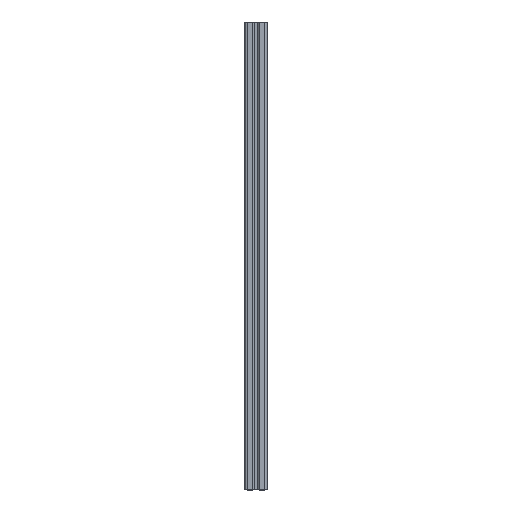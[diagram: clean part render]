
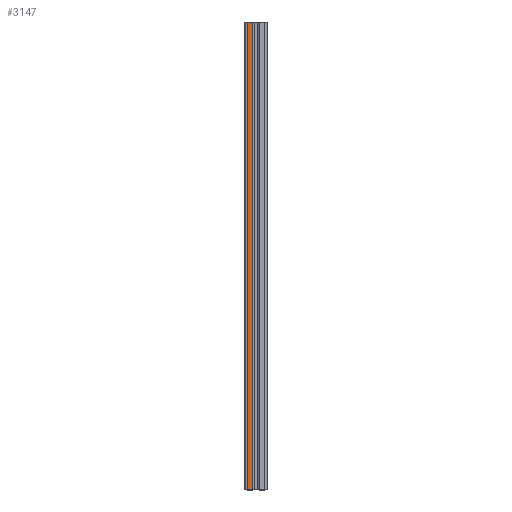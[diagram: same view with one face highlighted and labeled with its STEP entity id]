
A CAD part, top view. The second image highlights one B-rep face of the part: STEP entity #3147.
In plain terms, the highlighted planar face has unit normal (0, 0, 1).
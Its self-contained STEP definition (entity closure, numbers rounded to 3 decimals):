
#146=FACE_OUTER_BOUND('',#311,.T.);
#311=EDGE_LOOP('',(#2428,#2429,#2430,#2431));
#466=LINE('',#4700,#771);
#511=LINE('',#4883,#816);
#620=LINE('',#5219,#925);
#621=LINE('',#5221,#926);
#771=VECTOR('',#3730,1.);
#816=VECTOR('',#3869,10.);
#925=VECTOR('',#4188,10.);
#926=VECTOR('',#4191,1.);
#1276=VERTEX_POINT('',#4697);
#1277=VERTEX_POINT('',#4699);
#1367=VERTEX_POINT('',#4880);
#1368=VERTEX_POINT('',#4882);
#1582=EDGE_CURVE('',#1277,#1276,#466,.T.);
#1673=EDGE_CURVE('',#1368,#1367,#511,.T.);
#1844=EDGE_CURVE('',#1368,#1276,#620,.T.);
#1845=EDGE_CURVE('',#1367,#1277,#621,.T.);
#2428=ORIENTED_EDGE('',*,*,#1673,.T.);
#2429=ORIENTED_EDGE('',*,*,#1845,.T.);
#2430=ORIENTED_EDGE('',*,*,#1582,.T.);
#2431=ORIENTED_EDGE('',*,*,#1844,.F.);
#2891=PLANE('',#3479);
#3147=ADVANCED_FACE('',(#146),#2891,.T.);
#3479=AXIS2_PLACEMENT_3D('',#5220,#4189,#4190);
#3730=DIRECTION('',(1.,0.,0.));
#3869=DIRECTION('',(-1.,0.,0.));
#4188=DIRECTION('',(0.,-1.,0.));
#4189=DIRECTION('center_axis',(0.,0.,1.));
#4190=DIRECTION('ref_axis',(-1.,0.,0.));
#4191=DIRECTION('',(0.,-1.,0.));
#4697=CARTESIAN_POINT('',(-5.5,-650.,20.));
#4699=CARTESIAN_POINT('',(-16.,-650.,20.));
#4700=CARTESIAN_POINT('',(16.,-650.,20.));
#4880=CARTESIAN_POINT('',(-16.,200.,20.));
#4882=CARTESIAN_POINT('',(-5.5,200.,20.));
#4883=CARTESIAN_POINT('',(0.,200.,20.));
#5219=CARTESIAN_POINT('',(-5.5,-600.,20.));
#5220=CARTESIAN_POINT('Origin',(0.,600.,20.));
#5221=CARTESIAN_POINT('',(-16.,600.,20.));
